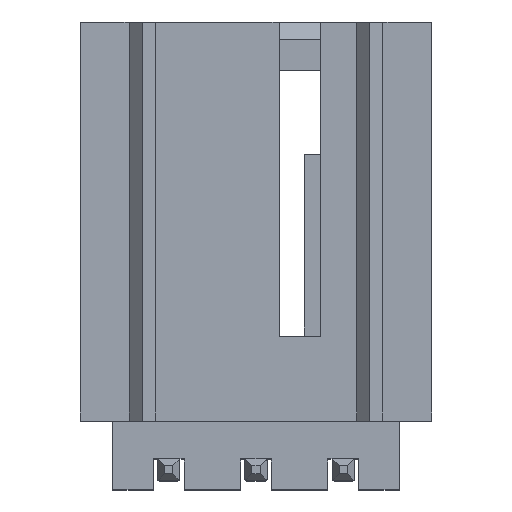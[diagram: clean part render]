
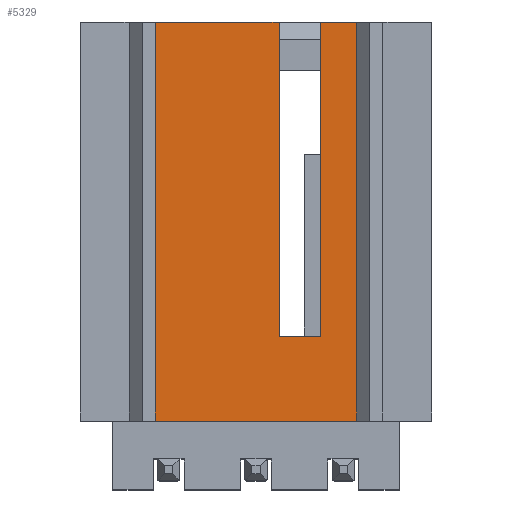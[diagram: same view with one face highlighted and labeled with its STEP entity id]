
A CAD part, top view. The second image highlights one B-rep face of the part: STEP entity #5329.
In plain terms, the highlighted planar face has unit normal (0, 0, 1).
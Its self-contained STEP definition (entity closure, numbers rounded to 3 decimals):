
#2788 = PLANE('',#2789);
#2789 = AXIS2_PLACEMENT_3D('',#2790,#2791,#2792);
#2790 = CARTESIAN_POINT('',(3.202,-4.073,
    1.713));
#2791 = DIRECTION('',(0.,1.,0.));
#2792 = DIRECTION('',(0.,0.,1.));
#3749 = VERTEX_POINT('',#3750);
#3750 = CARTESIAN_POINT('',(-4.838,-4.073,
    1.713));
#3764 = PLANE('',#3765);
#3765 = AXIS2_PLACEMENT_3D('',#3766,#3767,#3768);
#3766 = CARTESIAN_POINT('',(-4.838,-4.073,
    1.713));
#3767 = DIRECTION('',(0.707,0.,0.707));
#3768 = DIRECTION('',(0.707,0.,-0.707));
#3776 = EDGE_CURVE('',#3749,#3777,#3779,.T.);
#3777 = VERTEX_POINT('',#3778);
#3778 = CARTESIAN_POINT('',(1.022,-4.073,
    1.713));
#3779 = SURFACE_CURVE('',#3780,(#3784,#3791),.PCURVE_S1.);
#3780 = LINE('',#3781,#3782);
#3781 = CARTESIAN_POINT('',(-4.838,-4.073,
    1.713));
#3782 = VECTOR('',#3783,1.);
#3783 = DIRECTION('',(1.,0.,0.));
#3784 = PCURVE('',#2788,#3785);
#3785 = DEFINITIONAL_REPRESENTATION('',(#3786),#3790);
#3786 = LINE('',#3787,#3788);
#3787 = CARTESIAN_POINT('',(0.,-8.04));
#3788 = VECTOR('',#3789,1.);
#3789 = DIRECTION('',(0.,1.));
#3790 = ( GEOMETRIC_REPRESENTATION_CONTEXT(2) 
PARAMETRIC_REPRESENTATION_CONTEXT() REPRESENTATION_CONTEXT('2D SPACE',''
  ) );
#3791 = PCURVE('',#3792,#3797);
#3792 = PLANE('',#3793);
#3793 = AXIS2_PLACEMENT_3D('',#3794,#3795,#3796);
#3794 = CARTESIAN_POINT('',(3.202,7.527,1.713
    ));
#3795 = DIRECTION('',(0.,0.,-1.));
#3796 = DIRECTION('',(-1.,0.,0.));
#3797 = DEFINITIONAL_REPRESENTATION('',(#3798),#3802);
#3798 = LINE('',#3799,#3800);
#3799 = CARTESIAN_POINT('',(8.04,-11.6));
#3800 = VECTOR('',#3801,1.);
#3801 = DIRECTION('',(-1.,0.));
#3802 = ( GEOMETRIC_REPRESENTATION_CONTEXT(2) 
PARAMETRIC_REPRESENTATION_CONTEXT() REPRESENTATION_CONTEXT('2D SPACE',''
  ) );
#3820 = PLANE('',#3821);
#3821 = AXIS2_PLACEMENT_3D('',#3822,#3823,#3824);
#3822 = CARTESIAN_POINT('',(1.022,-4.073,
    1.713));
#3823 = DIRECTION('',(-0.707,0.,0.707));
#3824 = DIRECTION('',(0.707,0.,0.707));
#4054 = PLANE('',#4055);
#4055 = AXIS2_PLACEMENT_3D('',#4056,#4057,#4058);
#4056 = CARTESIAN_POINT('',(3.202,7.527,1.713
    ));
#4057 = DIRECTION('',(0.,-1.,0.));
#4058 = DIRECTION('',(0.,0.,-1.));
#4289 = VERTEX_POINT('',#4290);
#4290 = CARTESIAN_POINT('',(-1.238,7.527,
    1.713));
#4304 = PLANE('',#4305);
#4305 = AXIS2_PLACEMENT_3D('',#4306,#4307,#4308);
#4306 = CARTESIAN_POINT('',(-1.238,-1.623,
    0.));
#4307 = DIRECTION('',(1.,0.,0.));
#4308 = DIRECTION('',(0.,0.,-1.));
#4316 = EDGE_CURVE('',#4317,#4289,#4319,.T.);
#4317 = VERTEX_POINT('',#4318);
#4318 = CARTESIAN_POINT('',(-4.838,7.527,
    1.713));
#4319 = SURFACE_CURVE('',#4320,(#4324,#4331),.PCURVE_S1.);
#4320 = LINE('',#4321,#4322);
#4321 = CARTESIAN_POINT('',(-4.838,7.527,
    1.713));
#4322 = VECTOR('',#4323,1.);
#4323 = DIRECTION('',(1.,0.,0.));
#4324 = PCURVE('',#4054,#4325);
#4325 = DEFINITIONAL_REPRESENTATION('',(#4326),#4330);
#4326 = LINE('',#4327,#4328);
#4327 = CARTESIAN_POINT('',(0.,-8.04));
#4328 = VECTOR('',#4329,1.);
#4329 = DIRECTION('',(0.,1.));
#4330 = ( GEOMETRIC_REPRESENTATION_CONTEXT(2) 
PARAMETRIC_REPRESENTATION_CONTEXT() REPRESENTATION_CONTEXT('2D SPACE',''
  ) );
#4331 = PCURVE('',#3792,#4332);
#4332 = DEFINITIONAL_REPRESENTATION('',(#4333),#4337);
#4333 = LINE('',#4334,#4335);
#4334 = CARTESIAN_POINT('',(8.04,0.));
#4335 = VECTOR('',#4336,1.);
#4336 = DIRECTION('',(-1.,0.));
#4337 = ( GEOMETRIC_REPRESENTATION_CONTEXT(2) 
PARAMETRIC_REPRESENTATION_CONTEXT() REPRESENTATION_CONTEXT('2D SPACE',''
  ) );
#4585 = VERTEX_POINT('',#4586);
#4586 = CARTESIAN_POINT('',(1.022,7.527,1.713
    ));
#4607 = EDGE_CURVE('',#4608,#4585,#4610,.T.);
#4608 = VERTEX_POINT('',#4609);
#4609 = CARTESIAN_POINT('',(-0.038,7.527,
    1.713));
#4610 = SURFACE_CURVE('',#4611,(#4615,#4622),.PCURVE_S1.);
#4611 = LINE('',#4612,#4613);
#4612 = CARTESIAN_POINT('',(-0.038,7.527,
    1.713));
#4613 = VECTOR('',#4614,1.);
#4614 = DIRECTION('',(1.,0.,0.));
#4615 = PCURVE('',#4054,#4616);
#4616 = DEFINITIONAL_REPRESENTATION('',(#4617),#4621);
#4617 = LINE('',#4618,#4619);
#4618 = CARTESIAN_POINT('',(0.,-3.24));
#4619 = VECTOR('',#4620,1.);
#4620 = DIRECTION('',(0.,1.));
#4621 = ( GEOMETRIC_REPRESENTATION_CONTEXT(2) 
PARAMETRIC_REPRESENTATION_CONTEXT() REPRESENTATION_CONTEXT('2D SPACE',''
  ) );
#4622 = PCURVE('',#3792,#4623);
#4623 = DEFINITIONAL_REPRESENTATION('',(#4624),#4628);
#4624 = LINE('',#4625,#4626);
#4625 = CARTESIAN_POINT('',(3.24,0.));
#4626 = VECTOR('',#4627,1.);
#4627 = DIRECTION('',(-1.,0.));
#4628 = ( GEOMETRIC_REPRESENTATION_CONTEXT(2) 
PARAMETRIC_REPRESENTATION_CONTEXT() REPRESENTATION_CONTEXT('2D SPACE',''
  ) );
#4646 = PLANE('',#4647);
#4647 = AXIS2_PLACEMENT_3D('',#4648,#4649,#4650);
#4648 = CARTESIAN_POINT('',(-0.038,-1.623,
    0.));
#4649 = DIRECTION('',(-1.,0.,0.));
#4650 = DIRECTION('',(0.,0.,1.));
#5030 = PLANE('',#5031);
#5031 = AXIS2_PLACEMENT_3D('',#5032,#5033,#5034);
#5032 = CARTESIAN_POINT('',(-1.908,-1.623,
    0.));
#5033 = DIRECTION('',(0.,1.,0.));
#5034 = DIRECTION('',(0.,0.,1.));
#5264 = EDGE_CURVE('',#4608,#5265,#5267,.T.);
#5265 = VERTEX_POINT('',#5266);
#5266 = CARTESIAN_POINT('',(-0.038,-1.623,
    1.713));
#5267 = SURFACE_CURVE('',#5268,(#5272,#5279),.PCURVE_S1.);
#5268 = LINE('',#5269,#5270);
#5269 = CARTESIAN_POINT('',(-0.038,7.527,
    1.713));
#5270 = VECTOR('',#5271,1.);
#5271 = DIRECTION('',(0.,-1.,0.));
#5272 = PCURVE('',#4646,#5273);
#5273 = DEFINITIONAL_REPRESENTATION('',(#5274),#5278);
#5274 = LINE('',#5275,#5276);
#5275 = CARTESIAN_POINT('',(1.713,9.15));
#5276 = VECTOR('',#5277,1.);
#5277 = DIRECTION('',(0.,-1.));
#5278 = ( GEOMETRIC_REPRESENTATION_CONTEXT(2) 
PARAMETRIC_REPRESENTATION_CONTEXT() REPRESENTATION_CONTEXT('2D SPACE',''
  ) );
#5279 = PCURVE('',#3792,#5280);
#5280 = DEFINITIONAL_REPRESENTATION('',(#5281),#5285);
#5281 = LINE('',#5282,#5283);
#5282 = CARTESIAN_POINT('',(3.24,0.));
#5283 = VECTOR('',#5284,1.);
#5284 = DIRECTION('',(0.,-1.));
#5285 = ( GEOMETRIC_REPRESENTATION_CONTEXT(2) 
PARAMETRIC_REPRESENTATION_CONTEXT() REPRESENTATION_CONTEXT('2D SPACE',''
  ) );
#5329 = ADVANCED_FACE('',(#5330),#3792,.F.);
#5330 = FACE_BOUND('',#5331,.F.);
#5331 = EDGE_LOOP('',(#5332,#5333,#5354,#5355,#5378,#5399,#5400,#5401));
#5332 = ORIENTED_EDGE('',*,*,#3776,.F.);
#5333 = ORIENTED_EDGE('',*,*,#5334,.F.);
#5334 = EDGE_CURVE('',#4317,#3749,#5335,.T.);
#5335 = SURFACE_CURVE('',#5336,(#5340,#5347),.PCURVE_S1.);
#5336 = LINE('',#5337,#5338);
#5337 = CARTESIAN_POINT('',(-4.838,7.527,
    1.713));
#5338 = VECTOR('',#5339,1.);
#5339 = DIRECTION('',(0.,-1.,0.));
#5340 = PCURVE('',#3792,#5341);
#5341 = DEFINITIONAL_REPRESENTATION('',(#5342),#5346);
#5342 = LINE('',#5343,#5344);
#5343 = CARTESIAN_POINT('',(8.04,0.));
#5344 = VECTOR('',#5345,1.);
#5345 = DIRECTION('',(0.,-1.));
#5346 = ( GEOMETRIC_REPRESENTATION_CONTEXT(2) 
PARAMETRIC_REPRESENTATION_CONTEXT() REPRESENTATION_CONTEXT('2D SPACE',''
  ) );
#5347 = PCURVE('',#3764,#5348);
#5348 = DEFINITIONAL_REPRESENTATION('',(#5349),#5353);
#5349 = LINE('',#5350,#5351);
#5350 = CARTESIAN_POINT('',(0.,11.6));
#5351 = VECTOR('',#5352,1.);
#5352 = DIRECTION('',(0.,-1.));
#5353 = ( GEOMETRIC_REPRESENTATION_CONTEXT(2) 
PARAMETRIC_REPRESENTATION_CONTEXT() REPRESENTATION_CONTEXT('2D SPACE',''
  ) );
#5354 = ORIENTED_EDGE('',*,*,#4316,.T.);
#5355 = ORIENTED_EDGE('',*,*,#5356,.T.);
#5356 = EDGE_CURVE('',#4289,#5357,#5359,.T.);
#5357 = VERTEX_POINT('',#5358);
#5358 = CARTESIAN_POINT('',(-1.238,-1.623,
    1.713));
#5359 = SURFACE_CURVE('',#5360,(#5364,#5371),.PCURVE_S1.);
#5360 = LINE('',#5361,#5362);
#5361 = CARTESIAN_POINT('',(-1.238,7.527,
    1.713));
#5362 = VECTOR('',#5363,1.);
#5363 = DIRECTION('',(0.,-1.,0.));
#5364 = PCURVE('',#3792,#5365);
#5365 = DEFINITIONAL_REPRESENTATION('',(#5366),#5370);
#5366 = LINE('',#5367,#5368);
#5367 = CARTESIAN_POINT('',(4.44,0.));
#5368 = VECTOR('',#5369,1.);
#5369 = DIRECTION('',(0.,-1.));
#5370 = ( GEOMETRIC_REPRESENTATION_CONTEXT(2) 
PARAMETRIC_REPRESENTATION_CONTEXT() REPRESENTATION_CONTEXT('2D SPACE',''
  ) );
#5371 = PCURVE('',#4304,#5372);
#5372 = DEFINITIONAL_REPRESENTATION('',(#5373),#5377);
#5373 = LINE('',#5374,#5375);
#5374 = CARTESIAN_POINT('',(-1.713,9.15));
#5375 = VECTOR('',#5376,1.);
#5376 = DIRECTION('',(0.,-1.));
#5377 = ( GEOMETRIC_REPRESENTATION_CONTEXT(2) 
PARAMETRIC_REPRESENTATION_CONTEXT() REPRESENTATION_CONTEXT('2D SPACE',''
  ) );
#5378 = ORIENTED_EDGE('',*,*,#5379,.T.);
#5379 = EDGE_CURVE('',#5357,#5265,#5380,.T.);
#5380 = SURFACE_CURVE('',#5381,(#5385,#5392),.PCURVE_S1.);
#5381 = LINE('',#5382,#5383);
#5382 = CARTESIAN_POINT('',(-1.238,-1.623,
    1.713));
#5383 = VECTOR('',#5384,1.);
#5384 = DIRECTION('',(1.,0.,0.));
#5385 = PCURVE('',#3792,#5386);
#5386 = DEFINITIONAL_REPRESENTATION('',(#5387),#5391);
#5387 = LINE('',#5388,#5389);
#5388 = CARTESIAN_POINT('',(4.44,-9.15));
#5389 = VECTOR('',#5390,1.);
#5390 = DIRECTION('',(-1.,0.));
#5391 = ( GEOMETRIC_REPRESENTATION_CONTEXT(2) 
PARAMETRIC_REPRESENTATION_CONTEXT() REPRESENTATION_CONTEXT('2D SPACE',''
  ) );
#5392 = PCURVE('',#5030,#5393);
#5393 = DEFINITIONAL_REPRESENTATION('',(#5394),#5398);
#5394 = LINE('',#5395,#5396);
#5395 = CARTESIAN_POINT('',(1.713,0.67));
#5396 = VECTOR('',#5397,1.);
#5397 = DIRECTION('',(0.,1.));
#5398 = ( GEOMETRIC_REPRESENTATION_CONTEXT(2) 
PARAMETRIC_REPRESENTATION_CONTEXT() REPRESENTATION_CONTEXT('2D SPACE',''
  ) );
#5399 = ORIENTED_EDGE('',*,*,#5264,.F.);
#5400 = ORIENTED_EDGE('',*,*,#4607,.T.);
#5401 = ORIENTED_EDGE('',*,*,#5402,.T.);
#5402 = EDGE_CURVE('',#4585,#3777,#5403,.T.);
#5403 = SURFACE_CURVE('',#5404,(#5408,#5415),.PCURVE_S1.);
#5404 = LINE('',#5405,#5406);
#5405 = CARTESIAN_POINT('',(1.022,7.527,1.713
    ));
#5406 = VECTOR('',#5407,1.);
#5407 = DIRECTION('',(0.,-1.,0.));
#5408 = PCURVE('',#3792,#5409);
#5409 = DEFINITIONAL_REPRESENTATION('',(#5410),#5414);
#5410 = LINE('',#5411,#5412);
#5411 = CARTESIAN_POINT('',(2.18,0.));
#5412 = VECTOR('',#5413,1.);
#5413 = DIRECTION('',(0.,-1.));
#5414 = ( GEOMETRIC_REPRESENTATION_CONTEXT(2) 
PARAMETRIC_REPRESENTATION_CONTEXT() REPRESENTATION_CONTEXT('2D SPACE',''
  ) );
#5415 = PCURVE('',#3820,#5416);
#5416 = DEFINITIONAL_REPRESENTATION('',(#5417),#5421);
#5417 = LINE('',#5418,#5419);
#5418 = CARTESIAN_POINT('',(0.,11.6));
#5419 = VECTOR('',#5420,1.);
#5420 = DIRECTION('',(0.,-1.));
#5421 = ( GEOMETRIC_REPRESENTATION_CONTEXT(2) 
PARAMETRIC_REPRESENTATION_CONTEXT() REPRESENTATION_CONTEXT('2D SPACE',''
  ) );
